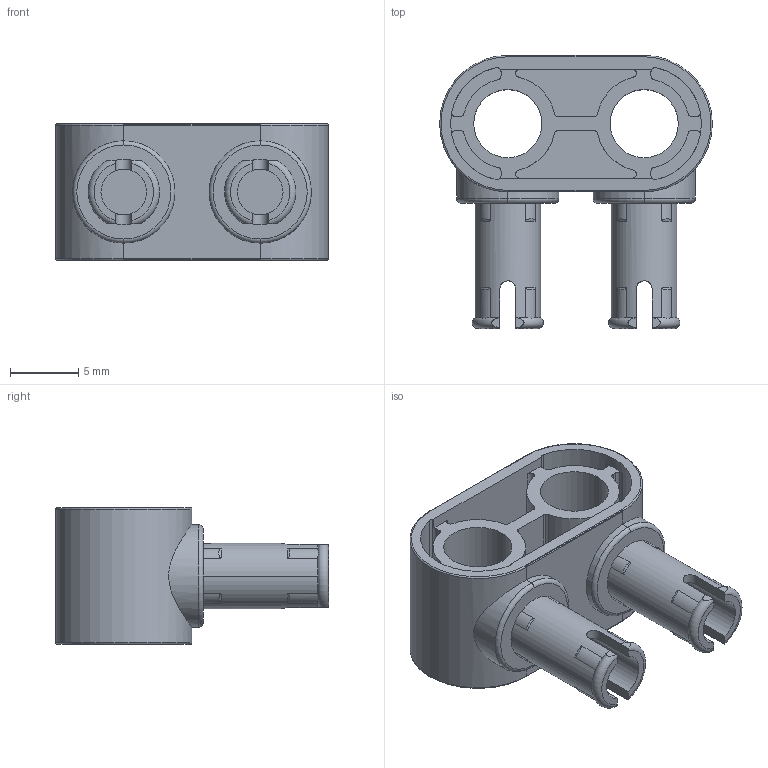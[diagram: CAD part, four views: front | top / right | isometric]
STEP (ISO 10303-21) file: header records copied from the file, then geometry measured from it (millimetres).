
FILE_DESCRIPTION (( 'STEP AP214' ), '1' );
FILE_NAME ('CC2x1.STEP', '2023-11-29T19:29:28', ( '' ), ( '' ), 'SwSTEP 2.0', 'SolidWorks 2021', '' );
FILE_SCHEMA (( 'AUTOMOTIVE_DESIGN' ));
Length unit declared in the file: millimetre
Products named in the file (1): CC2x1
Bounding box: 20 x 20.02 x 10 mm (x, y, z)
Volume: 1073.6 mm3; surface area: 2297.3 mm2
Topology: 1 solids, 1 shells, 248 faces, 742 edges, 492 vertices
Faces by surface type: cylinder 154, plane 66, bspline 16, torus 12
Entity records: 12782 total; most frequent: CARTESIAN_POINT 3279, ORIENTED_EDGE 1468, DIRECTION 1432, EDGE_CURVE 734, AXIS2_PLACEMENT_3D 563, VERTEX_POINT 492, CIRCLE 330, VECTOR 306
